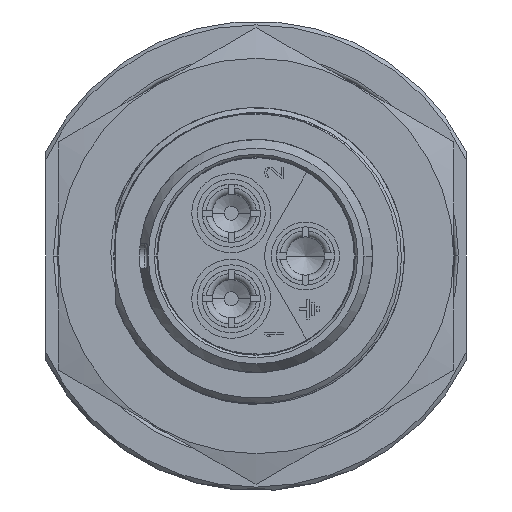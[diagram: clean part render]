
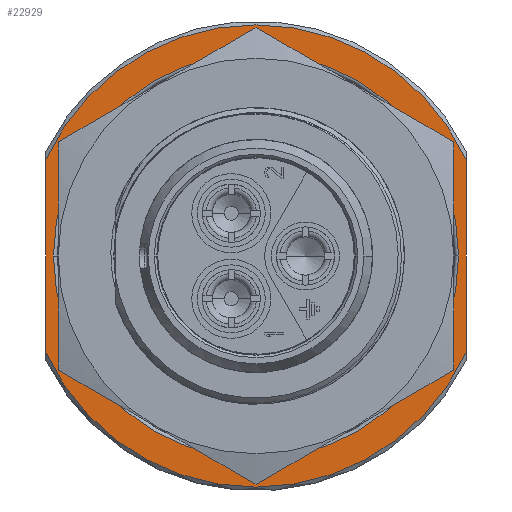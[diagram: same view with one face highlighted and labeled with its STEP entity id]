
A CAD part, left-side view. The second image highlights one B-rep face of the part: STEP entity #22929.
In plain terms, the highlighted planar face has unit normal (-1, 0, 0).
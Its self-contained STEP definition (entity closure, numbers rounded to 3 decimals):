
#8267=CARTESIAN_POINT('',(23.5,0.,0.));
#8268=DIRECTION('',(1.,0.,0.));
#8269=DIRECTION('',(0.,-1.,0.));
#8270=AXIS2_PLACEMENT_3D('',#8267,#8268,#8269);
#8282=DIRECTION('',(0.,0.,-1.));
#8283=VECTOR('',#8282,15.581);
#8284=CARTESIAN_POINT('',(23.5,17.,7.79));
#8285=LINE('1117',#8284,#8283);
#8286=CARTESIAN_POINT('',(23.5,0.,0.));
#8287=DIRECTION('',(1.,0.,0.));
#8288=DIRECTION('',(0.,0.909,0.417));
#8289=AXIS2_PLACEMENT_3D('',#8286,#8287,#8288);
#8291=DIRECTION('',(0.,0.,1.));
#8292=VECTOR('',#8291,15.581);
#8293=CARTESIAN_POINT('',(23.5,-17.,-7.79));
#8294=LINE('1118',#8293,#8292);
#8295=CARTESIAN_POINT('',(23.5,0.,0.));
#8296=DIRECTION('',(-1.,0.,0.));
#8297=DIRECTION('',(0.,0.909,-0.417));
#8298=AXIS2_PLACEMENT_3D('',#8295,#8296,#8297);
#13182=CARTESIAN_POINT('',(23.5,0.,0.));
#13183=DIRECTION('',(1.,0.,0.));
#13184=DIRECTION('',(0.,1.,0.));
#13185=AXIS2_PLACEMENT_3D('',#13182,#13183,#13184);
#15723=CARTESIAN_POINT('',(23.5,17.,7.79));
#15724=CARTESIAN_POINT('',(23.5,17.,-7.79));
#15725=VERTEX_POINT('',#15723);
#15726=VERTEX_POINT('',#15724);
#15727=CARTESIAN_POINT('',(23.5,-17.,-7.79));
#15728=CARTESIAN_POINT('',(23.5,-17.,7.79));
#15729=VERTEX_POINT('',#15727);
#15730=VERTEX_POINT('',#15728);
#15771=CARTESIAN_POINT('',(23.5,-16.389,0.));
#15772=CARTESIAN_POINT('',(23.5,16.389,0.));
#15773=VERTEX_POINT('',#15771);
#15774=VERTEX_POINT('',#15772);
#22909=CARTESIAN_POINT('',(23.5,0.,0.));
#22910=DIRECTION('',(1.,0.,0.));
#22911=DIRECTION('',(0.,-1.,0.));
#22912=AXIS2_PLACEMENT_3D('',#22909,#22910,#22911);
#22913=PLANE('249',#22912);
#22915=ORIENTED_EDGE('1117',*,*,#22914,.F.);
#22917=ORIENTED_EDGE('1132',*,*,#22916,.T.);
#22919=ORIENTED_EDGE('1118',*,*,#22918,.F.);
#22921=ORIENTED_EDGE('1136',*,*,#22920,.F.);
#22922=EDGE_LOOP('249',(#22915,#22917,#22919,#22921));
#22923=FACE_OUTER_BOUND('249',#22922,.F.);
#22924=ORIENTED_EDGE('1164',*,*,#22899,.F.);
#22926=ORIENTED_EDGE('1166',*,*,#22925,.F.);
#22927=EDGE_LOOP('249',(#22924,#22926));
#22928=FACE_BOUND('249',#22927,.F.);
#8271=CIRCLE('1164',#8270,16.389);
#8290=CIRCLE('1132',#8289,18.7);
#8299=CIRCLE('1136',#8298,18.7);
#13186=CIRCLE('1166',#13185,16.389);
#22899=EDGE_CURVE('1164',#15773,#15774,#8271,.T.);
#22914=EDGE_CURVE('1117',#15725,#15726,#8285,.T.);
#22916=EDGE_CURVE('1132',#15725,#15730,#8290,.T.);
#22918=EDGE_CURVE('1118',#15729,#15730,#8294,.T.);
#22920=EDGE_CURVE('1136',#15726,#15729,#8299,.T.);
#22925=EDGE_CURVE('1166',#15774,#15773,#13186,.T.);
#22929=ADVANCED_FACE('249',(#22923,#22928),#22913,.F.);
